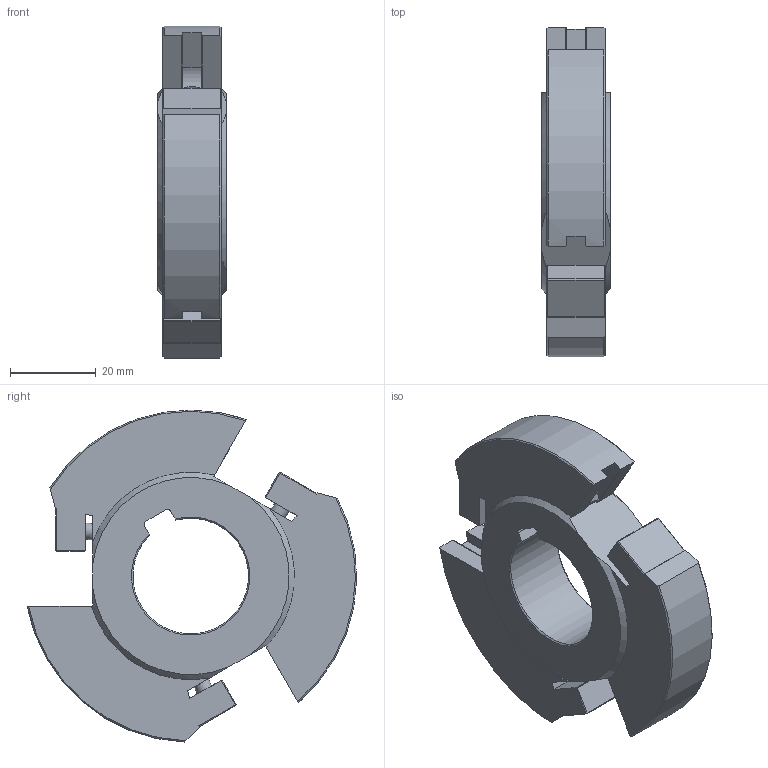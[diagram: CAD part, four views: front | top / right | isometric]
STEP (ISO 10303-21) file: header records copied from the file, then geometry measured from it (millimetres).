
FILE_DESCRIPTION(/* description */ (''),/* implementation_level */ '2;1');
FILE_NAME(/* name */ '10001299104nxv000_00_214.stp',/* time_stamp */ '2024-04-24T08:36:51+02:00',/* author */ (''),/* organization */ (''),/* preprocessor_version */ 'ST-DEVELOPER v18.1',/* originating_system */ 'SIEMENS PLM Software NX 2000',/* authorisation */ '');
FILE_SCHEMA (('AUTOMOTIVE_DESIGN { 1 0 10303 214 3 1 1 1 }'));
Length unit declared in the file: millimetre
Products named in the file (1): 10001299104nxv000_00
Bounding box: 16 x 76.86 x 77.47 mm (x, y, z)
Volume: 46916.4 mm3; surface area: 13208.4 mm2
Topology: 1 solids, 1 shells, 106 faces, 306 edges, 202 vertices
Faces by surface type: plane 68, cone 20, cylinder 18
Full cylindrical faces by diameter (mm): 3.8 x3
Entity records: 3678 total; most frequent: CARTESIAN_POINT 968, ORIENTED_EDGE 582, DIRECTION 515, EDGE_CURVE 291, VERTEX_POINT 196, LINE 183, VECTOR 183, AXIS2_PLACEMENT_3D 166
